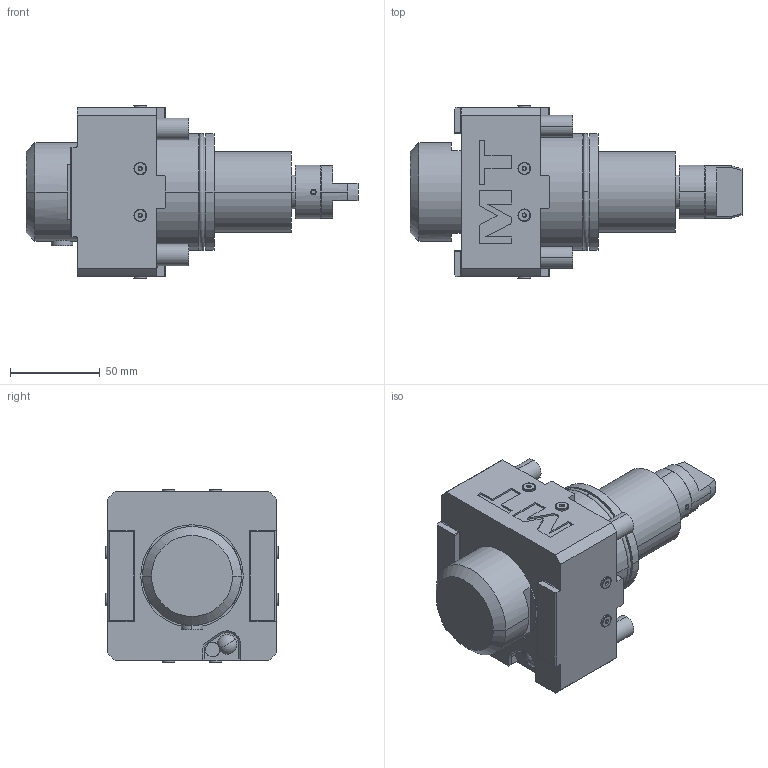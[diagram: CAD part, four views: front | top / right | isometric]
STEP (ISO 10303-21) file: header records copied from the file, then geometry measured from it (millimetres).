
FILE_DESCRIPTION((''),'2;1');
FILE_NAME('DWO3470825_CONF','2024-12-16T15:55:35',('fpalella'),('M.T. srl'),'CREO PARAMETRIC BY PTC INC, 2023352','CREO PARAMETRIC BY PTC INC, 2023352','');
FILE_SCHEMA(('CONFIG_CONTROL_DESIGN'));
Length unit declared in the file: millimetre
Products named in the file (1): DWO3470825_CONF
Bounding box: 184.5 x 96.6 x 96.6 mm (x, y, z)
Volume: 660404.8 mm3; surface area: 66041.3 mm2
Topology: 1 solids, 1 shells, 296 faces, 692 edges, 439 vertices
Faces by surface type: plane 142, cylinder 98, cone 26, torus 20, bspline 4, extrusion 4, sphere 2
Entity records: 9314 total; most frequent: CARTESIAN_POINT 2358, DIRECTION 1491, ORIENTED_EDGE 1380, EDGE_CURVE 690, AXIS2_PLACEMENT_3D 545, VERTEX_POINT 439, VECTOR 401, LINE 397
